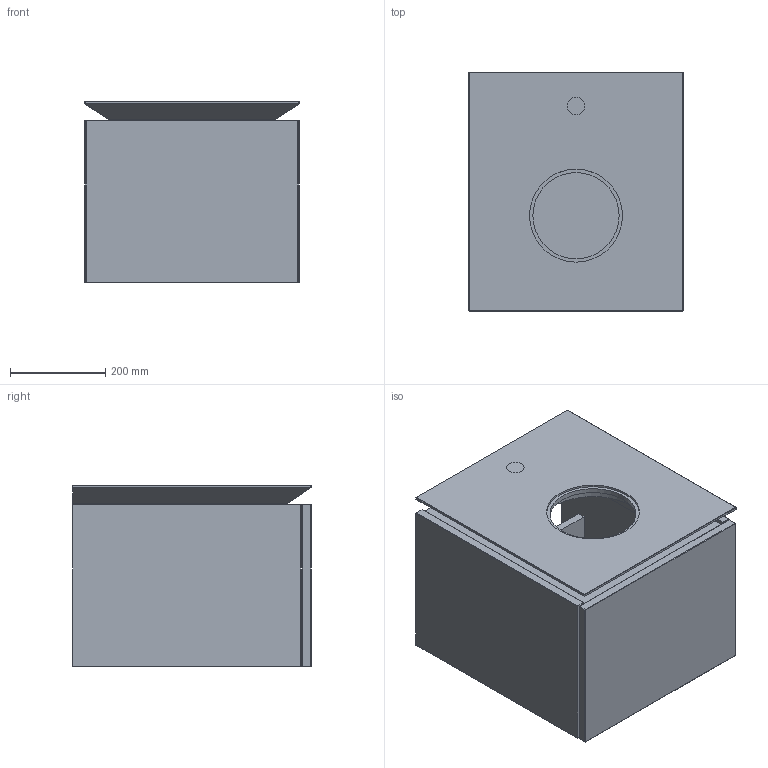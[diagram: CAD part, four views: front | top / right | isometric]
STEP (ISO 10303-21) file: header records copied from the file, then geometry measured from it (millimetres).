
FILE_DESCRIPTION((' '),'2;1');
FILE_NAME('B56500_B565L0.stp','2022-05-16T07:34:54',(' '),(' '),' ','ACIS',' ');
FILE_SCHEMA(('CONFIG_CONTROL_DESIGN'));
Length unit declared in the file: millimetre
Products named in the file (13): B56500_B565L0.stp; Körper1; Körper2; Körper3; Körper4; Körper5; Körper6; Körper7; Körper8; Körper9; Körper10; Körper11; Körper12
Assembly tree (12 placements, depth 2):
  B56500_B565L0.stp
    Körper1
    Körper2
    Körper3
    Körper4
    Körper5
    Körper6
    Körper7
    Körper8
    Körper9
    Körper10
    Körper11
    Körper12
Bounding box: 450 x 500 x 380 mm (x, y, z)
Volume: 23709013.4 mm3; surface area: 2744628.3 mm2
Topology: 12 solids, 12 shells, 370 faces, 779 edges, 529 vertices
Faces by surface type: plane 242, cylinder 128
Full cylindrical faces by diameter (mm): 3 x14, 5 x10, 6.5 x5, 8 x39, 8.01 x28, 10 x10
Entity records: 11113 total; most frequent: DIRECTION 1700, CARTESIAN_POINT 1585, ORIENTED_EDGE 1286, AXIS2_PLACEMENT_3D 667, EDGE_CURVE 643, EDGE_LOOP 598, VERTEX_POINT 499, FACE_OUTER_BOUND 370
